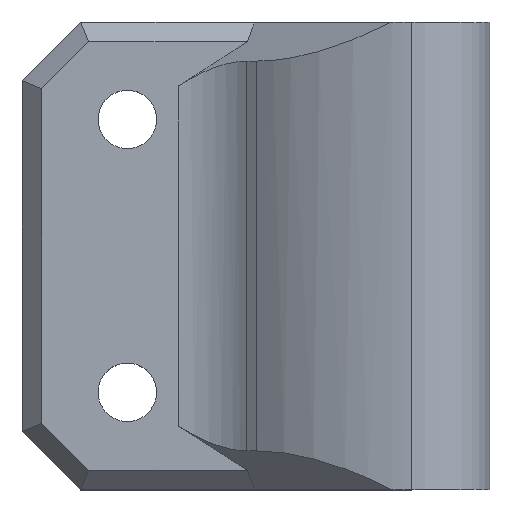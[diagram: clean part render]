
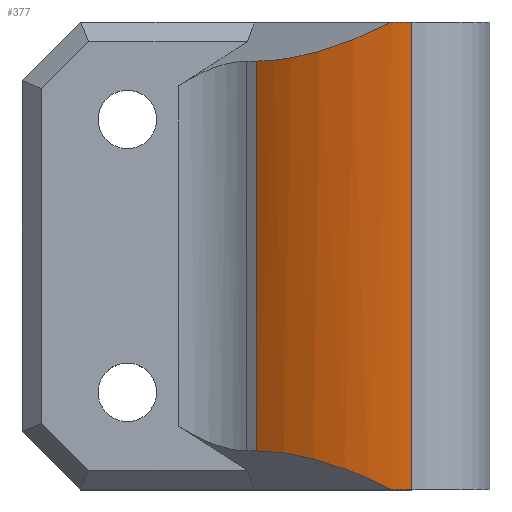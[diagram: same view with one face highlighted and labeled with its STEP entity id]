
A CAD part, top view. The second image highlights one B-rep face of the part: STEP entity #377.
In plain terms, the highlighted cylindrical face has radius 14.5 mm (diameter 29 mm), a partial arc.
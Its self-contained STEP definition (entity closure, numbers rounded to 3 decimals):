
#17=ELLIPSE('',#408,20.506,14.5);
#18=ELLIPSE('',#409,20.506,14.5);
#20=CYLINDRICAL_SURFACE('',#407,14.5);
#36=CIRCLE('',#401,14.5);
#39=CIRCLE('',#410,14.5);
#55=FACE_OUTER_BOUND('',#79,.T.);
#79=EDGE_LOOP('',(#304,#305,#306,#307,#308,#309));
#124=LINE('',#610,#160);
#125=LINE('',#615,#161);
#160=VECTOR('',#495,14.5);
#161=VECTOR('',#500,10.);
#187=VERTEX_POINT('',#591);
#188=VERTEX_POINT('',#593);
#193=VERTEX_POINT('',#607);
#194=VERTEX_POINT('',#609);
#195=VERTEX_POINT('',#611);
#196=VERTEX_POINT('',#613);
#230=EDGE_CURVE('',#188,#187,#36,.T.);
#237=EDGE_CURVE('',#187,#193,#17,.T.);
#238=EDGE_CURVE('',#193,#194,#124,.T.);
#239=EDGE_CURVE('',#194,#195,#18,.T.);
#240=EDGE_CURVE('',#195,#196,#39,.T.);
#241=EDGE_CURVE('',#196,#188,#125,.T.);
#304=ORIENTED_EDGE('',*,*,#237,.T.);
#305=ORIENTED_EDGE('',*,*,#238,.T.);
#306=ORIENTED_EDGE('',*,*,#239,.T.);
#307=ORIENTED_EDGE('',*,*,#240,.T.);
#308=ORIENTED_EDGE('',*,*,#241,.T.);
#309=ORIENTED_EDGE('',*,*,#230,.T.);
#377=ADVANCED_FACE('',(#55),#20,.T.);
#401=AXIS2_PLACEMENT_3D('',#594,#477,#478);
#407=AXIS2_PLACEMENT_3D('',#606,#491,#492);
#408=AXIS2_PLACEMENT_3D('',#608,#493,#494);
#409=AXIS2_PLACEMENT_3D('',#612,#496,#497);
#410=AXIS2_PLACEMENT_3D('',#614,#498,#499);
#477=DIRECTION('center_axis',(0.,-1.,0.));
#478=DIRECTION('ref_axis',(-0.091,0.,0.996));
#491=DIRECTION('center_axis',(0.,-1.,0.));
#492=DIRECTION('ref_axis',(-0.091,0.,0.996));
#493=DIRECTION('center_axis',(0.453,-0.707,-0.543));
#494=DIRECTION('ref_axis',(-0.453,-0.707,0.543));
#495=DIRECTION('',(0.,-1.,0.));
#496=DIRECTION('center_axis',(0.453,0.707,-0.543));
#497=DIRECTION('ref_axis',(-0.453,0.707,0.543));
#498=DIRECTION('center_axis',(0.,1.,0.));
#499=DIRECTION('ref_axis',(-0.091,0.,0.996));
#500=DIRECTION('',(0.,1.,0.));
#591=CARTESIAN_POINT('',(70.567,225.992,163.685));
#593=CARTESIAN_POINT('',(71.602,225.992,163.818));
#594=CARTESIAN_POINT('Origin',(72.924,225.992,149.378));
#606=CARTESIAN_POINT('Origin',(72.924,213.992,149.378));
#607=CARTESIAN_POINT('',(63.642,223.992,160.517));
#608=CARTESIAN_POINT('Origin',(72.924,238.492,149.378));
#609=CARTESIAN_POINT('',(63.642,203.992,160.517));
#610=CARTESIAN_POINT('',(63.642,213.992,160.517));
#611=CARTESIAN_POINT('',(70.567,201.992,163.685));
#612=CARTESIAN_POINT('Origin',(72.924,189.492,149.378));
#613=CARTESIAN_POINT('',(71.602,201.992,163.818));
#614=CARTESIAN_POINT('Origin',(72.924,201.992,149.378));
#615=CARTESIAN_POINT('',(71.602,213.992,163.818));
